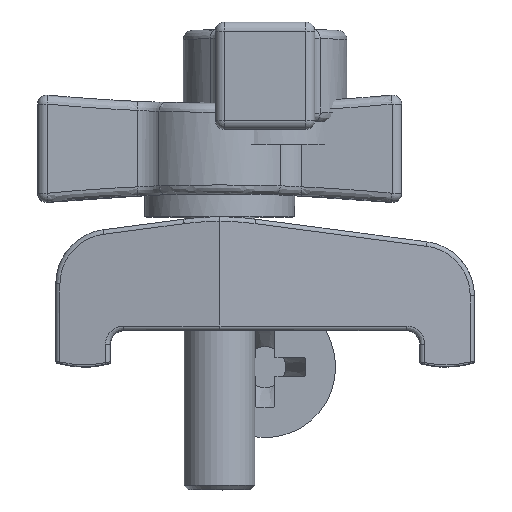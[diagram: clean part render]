
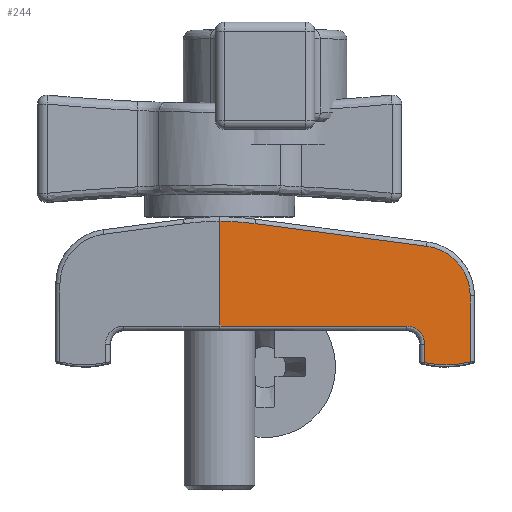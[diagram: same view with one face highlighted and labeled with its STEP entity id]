
A CAD part, top view. The second image highlights one B-rep face of the part: STEP entity #244.
In plain terms, the highlighted planar face has unit normal (0.087, 0, 0.996).
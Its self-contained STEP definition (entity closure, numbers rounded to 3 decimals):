
#244 = ADVANCED_FACE( '', ( #429 ), #430, .T. );
#429 = FACE_OUTER_BOUND( '', #839, .T. );
#430 = PLANE( '', #840 );
#839 = EDGE_LOOP( '', ( #2755, #2756, #2757, #2758, #2759, #2760, #2761, #2762, #2763 ) );
#840 = AXIS2_PLACEMENT_3D( '', #2764, #2765, #2766 );
#2755 = ORIENTED_EDGE( '', *, *, #3759, .T. );
#2756 = ORIENTED_EDGE( '', *, *, #3760, .T. );
#2757 = ORIENTED_EDGE( '', *, *, #3761, .T. );
#2758 = ORIENTED_EDGE( '', *, *, #3762, .T. );
#2759 = ORIENTED_EDGE( '', *, *, #3763, .T. );
#2760 = ORIENTED_EDGE( '', *, *, #3764, .T. );
#2761 = ORIENTED_EDGE( '', *, *, #3765, .T. );
#2762 = ORIENTED_EDGE( '', *, *, #3766, .T. );
#2763 = ORIENTED_EDGE( '', *, *, #3751, .T. );
#2764 = CARTESIAN_POINT( '', ( -5., -65.082, 10.75 ) );
#2765 = DIRECTION( '', ( 0.087, 0., 0.996 ) );
#2766 = DIRECTION( '', ( 0.996, 0., -0.087 ) );
#3751 = EDGE_CURVE( '', #4159, #4157, #4160, .F. );
#3759 = EDGE_CURVE( '', #4157, #4171, #4173, .T. );
#3760 = EDGE_CURVE( '', #4171, #4174, #4175, .T. );
#3761 = EDGE_CURVE( '', #4174, #4176, #4177, .T. );
#3762 = EDGE_CURVE( '', #4176, #4178, #4179, .T. );
#3763 = EDGE_CURVE( '', #4178, #4180, #4181, .T. );
#3764 = EDGE_CURVE( '', #4180, #4182, #4183, .T. );
#3765 = EDGE_CURVE( '', #4182, #4184, #4185, .F. );
#3766 = EDGE_CURVE( '', #4184, #4159, #4186, .T. );
#4157 = VERTEX_POINT( '', #5175 );
#4159 = VERTEX_POINT( '', #5177 );
#4160 = ELLIPSE( '', #5178, 2.008, 2. );
#4171 = VERTEX_POINT( '', #5229 );
#4173 = LINE( '', #5267, #5268 );
#4174 = VERTEX_POINT( '', #5269 );
#4175 = ELLIPSE( '', #5270, 9.853, 9.816 );
#4176 = VERTEX_POINT( '', #5271 );
#4177 = LINE( '', #5272, #5273 );
#4178 = VERTEX_POINT( '', #5274 );
#4179 = ELLIPSE( '', #5275, 5.521, 5.5 );
#4180 = VERTEX_POINT( '', #5276 );
#4181 = LINE( '', #5277, #5278 );
#4182 = VERTEX_POINT( '', #5279 );
#4183 = ELLIPSE( '', #5280, 29.613, 29.5 );
#4184 = VERTEX_POINT( '', #5281 );
#4185 = LINE( '', #5282, #5283 );
#4186 = LINE( '', #5284, #5285 );
#5175 = CARTESIAN_POINT( '', ( 17.544, 2.5, 8.778 ) );
#5177 = CARTESIAN_POINT( '', ( 15.544, 4.5, 8.953 ) );
#5178 = AXIS2_PLACEMENT_3D( '', #7311, #7312, #7313 );
#5229 = CARTESIAN_POINT( '', ( 17.544, 0.485, 8.778 ) );
#5267 = CARTESIAN_POINT( '', ( 17.544, 0.422, 8.778 ) );
#5268 = VECTOR( '', #7323, 1000. );
#5269 = CARTESIAN_POINT( '', ( 22.544, 0.565, 8.34 ) );
#5270 = AXIS2_PLACEMENT_3D( '', #7324, #7325, #7326 );
#5271 = CARTESIAN_POINT( '', ( 22.544, 7.812, 8.34 ) );
#5272 = CARTESIAN_POINT( '', ( 22.544, 7.812, 8.34 ) );
#5273 = VECTOR( '', #7327, 1000. );
#5274 = CARTESIAN_POINT( '', ( 17.761, 13.265, 8.759 ) );
#5275 = AXIS2_PLACEMENT_3D( '', #7328, #7329, #7330 );
#5276 = CARTESIAN_POINT( '', ( -1.106, 15.749, 10.409 ) );
#5277 = CARTESIAN_POINT( '', ( -1.148, 15.754, 10.413 ) );
#5278 = VECTOR( '', #7331, 1000. );
#5279 = CARTESIAN_POINT( '', ( -4.956, 16.001, 10.746 ) );
#5280 = AXIS2_PLACEMENT_3D( '', #7332, #7333, #7334 );
#5281 = CARTESIAN_POINT( '', ( -4.956, 4.5, 10.746 ) );
#5282 = CARTESIAN_POINT( '', ( -4.956, -65.082, 10.746 ) );
#5283 = VECTOR( '', #7335, 1000. );
#5284 = CARTESIAN_POINT( '', ( 15.5, 4.5, 8.956 ) );
#5285 = VECTOR( '', #7336, 1000. );
#7311 = CARTESIAN_POINT( '', ( 15.544, 2.5, 8.953 ) );
#7312 = DIRECTION( '', ( 0.087, 0., 0.996 ) );
#7313 = DIRECTION( '', ( -0.996, 0., 0.087 ) );
#7323 = DIRECTION( '', ( 0., -1., 0. ) );
#7324 = CARTESIAN_POINT( '', ( 19.892, 10.016, 8.572 ) );
#7325 = DIRECTION( '', ( 0.087, 0., 0.996 ) );
#7326 = DIRECTION( '', ( 0.996, 0., -0.087 ) );
#7327 = DIRECTION( '', ( 0., 1., 0. ) );
#7328 = CARTESIAN_POINT( '', ( 17.044, 7.812, 8.821 ) );
#7329 = DIRECTION( '', ( 0.087, 0., 0.996 ) );
#7330 = DIRECTION( '', ( 0.996, 0., -0.087 ) );
#7331 = DIRECTION( '', ( -0.988, 0.13, 0.086 ) );
#7332 = CARTESIAN_POINT( '', ( -4.956, -13.499, 10.746 ) );
#7333 = DIRECTION( '', ( 0.087, 0., 0.996 ) );
#7334 = DIRECTION( '', ( 0.996, 0., -0.087 ) );
#7335 = DIRECTION( '', ( 0., 1., 0. ) );
#7336 = DIRECTION( '', ( 0.996, 0., -0.087 ) );
